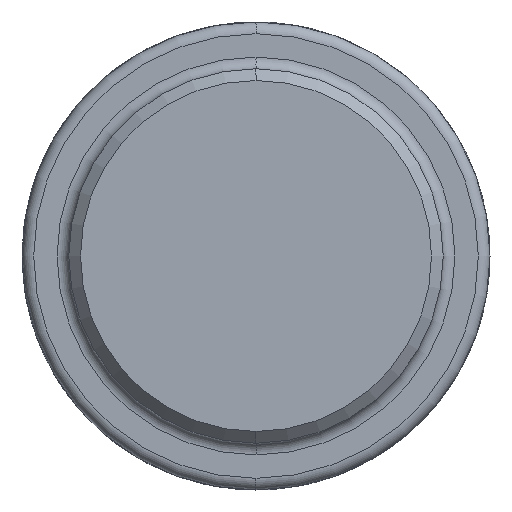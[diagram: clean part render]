
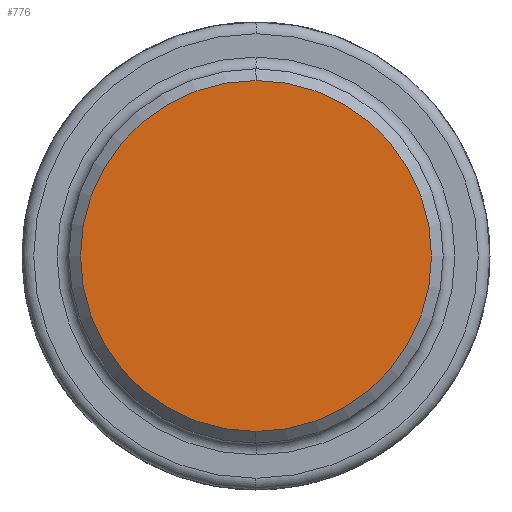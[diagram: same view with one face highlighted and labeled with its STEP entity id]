
A CAD part, left-side view. The second image highlights one B-rep face of the part: STEP entity #776.
In plain terms, the highlighted face is planar.
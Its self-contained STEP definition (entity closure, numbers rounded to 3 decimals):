
#288=CARTESIAN_POINT('',(0.,0.,0.));
#289=DIRECTION('',(0.,0.,1.));
#290=DIRECTION('',(-1.,0.,0.));
#291=AXIS2_PLACEMENT_3D('',#288,#289,#290);
#293=CARTESIAN_POINT('',(0.,0.,0.));
#294=DIRECTION('',(0.,0.,1.));
#295=DIRECTION('',(1.,0.,0.));
#296=AXIS2_PLACEMENT_3D('',#293,#294,#295);
#306=CARTESIAN_POINT('',(15.,0.,0.));
#307=CARTESIAN_POINT('',(-15.,0.,0.));
#308=VERTEX_POINT('',#306);
#309=VERTEX_POINT('',#307);
#767=CARTESIAN_POINT('',(0.,0.,0.));
#768=DIRECTION('',(0.,0.,1.));
#769=DIRECTION('',(1.,0.,0.));
#770=AXIS2_PLACEMENT_3D('',#767,#768,#769);
#771=PLANE('',#770);
#772=ORIENTED_EDGE('',*,*,#749,.T.);
#773=ORIENTED_EDGE('',*,*,#759,.T.);
#774=EDGE_LOOP('',(#772,#773));
#775=FACE_OUTER_BOUND('',#774,.F.);
#776=ADVANCED_FACE('',(#775),#771,.F.);
#292=CIRCLE('',#291,15.);
#297=CIRCLE('',#296,15.);
#749=EDGE_CURVE('',#309,#308,#292,.T.);
#759=EDGE_CURVE('',#308,#309,#297,.T.);
